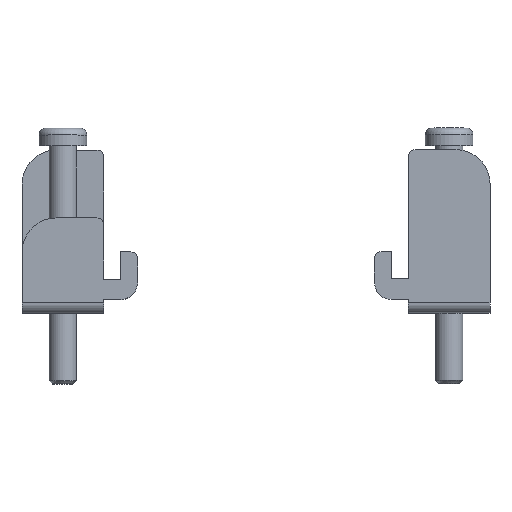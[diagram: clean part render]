
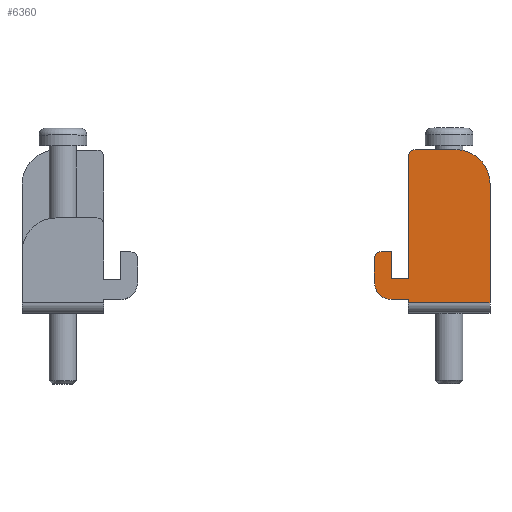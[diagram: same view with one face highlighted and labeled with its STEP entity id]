
A CAD part, top view. The second image highlights one B-rep face of the part: STEP entity #6360.
In plain terms, the highlighted face is planar.
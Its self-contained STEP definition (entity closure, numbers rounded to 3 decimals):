
#700=CARTESIAN_POINT('',(39.5,66.,0.));
#710=VERTEX_POINT('',#700);
#740=CARTESIAN_POINT('',(39.5,67.,0.));
#750=DIRECTION('',(0.,-1.,0.));
#760=VECTOR('',#750,1.);
#770=LINE('',#740,#760);
#780=CARTESIAN_POINT('',(39.5,48.5,0.));
#790=VERTEX_POINT('',#780);
#800=EDGE_CURVE('',#710,#790,#770,.T.);
#2110=CARTESIAN_POINT('',(39.5,0.,17.));
#2120=DIRECTION('',(0.,1.,0.));
#2130=VECTOR('',#2120,1.);
#2140=LINE('',#2110,#2130);
#2150=CARTESIAN_POINT('',(39.5,59.5,17.));
#2160=VERTEX_POINT('',#2150);
#2170=CARTESIAN_POINT('',(39.5,63.,17.));
#2180=VERTEX_POINT('',#2170);
#2190=EDGE_CURVE('',#2160,#2180,#2140,.T.);
#3210=CARTESIAN_POINT('',(39.5,65.5,0.));
#3220=DIRECTION('',(0.,0.,-1.));
#3230=VECTOR('',#3220,1.);
#3240=LINE('',#3210,#3230);
#3250=CARTESIAN_POINT('',(39.5,65.5,14.5));
#3260=VERTEX_POINT('',#3250);
#3270=CARTESIAN_POINT('',(39.5,65.5,12.));
#3280=VERTEX_POINT('',#3270);
#3290=EDGE_CURVE('',#3260,#3280,#3240,.T.);
#3540=CARTESIAN_POINT('',(39.5,63.,14.5));
#3550=DIRECTION('',(1.,0.,0.));
#3560=DIRECTION('',(0.,-1.,0.));
#3570=AXIS2_PLACEMENT_3D('',#3540,#3550,#3560);
#3580=CIRCLE('',#3570,2.5);
#3590=EDGE_CURVE('',#3260,#2180,#3580,.T.);
#3750=CARTESIAN_POINT('',(39.5,58.5,16.));
#3760=VERTEX_POINT('',#3750);
#3790=CARTESIAN_POINT('',(39.5,59.5,16.));
#3800=DIRECTION('',(1.,0.,0.));
#3810=DIRECTION('',(0.,-1.,0.));
#3820=AXIS2_PLACEMENT_3D('',#3790,#3800,#3810);
#3830=CIRCLE('',#3820,1.);
#3840=EDGE_CURVE('',#2160,#3760,#3830,.T.);
#3950=CARTESIAN_POINT('',(39.5,48.5,5.));
#3960=DIRECTION('',(1.,0.,0.));
#3970=DIRECTION('',(0.,-1.,0.));
#3980=AXIS2_PLACEMENT_3D('',#3950,#3960,#3970);
#3990=CIRCLE('',#3980,5.);
#4000=CARTESIAN_POINT('',(39.5,43.5,5.));
#4010=VERTEX_POINT('',#4000);
#4020=EDGE_CURVE('',#4010,#790,#3990,.T.);
#4400=CARTESIAN_POINT('',(39.5,0.,12.));
#4410=DIRECTION('',(0.,1.,0.));
#4420=VECTOR('',#4410,1.);
#4430=LINE('',#4400,#4420);
#4440=CARTESIAN_POINT('',(39.5,66.,12.));
#4450=VERTEX_POINT('',#4440);
#4460=EDGE_CURVE('',#3280,#4450,#4430,.T.);
#5160=CARTESIAN_POINT('',(39.5,44.5,12.));
#5170=VERTEX_POINT('',#5160);
#5200=CARTESIAN_POINT('',(39.5,0.,12.));
#5210=DIRECTION('',(0.,1.,0.));
#5220=VECTOR('',#5210,1.);
#5230=LINE('',#5200,#5220);
#5240=CARTESIAN_POINT('',(39.5,62.5,12.));
#5250=VERTEX_POINT('',#5240);
#5260=EDGE_CURVE('',#5170,#5250,#5230,.T.);
#5780=CARTESIAN_POINT('',(39.5,55.,0.));
#5790=DIRECTION('',(-1.,0.,0.));
#5800=DIRECTION('',(0.,1.,0.));
#5810=AXIS2_PLACEMENT_3D('',#5780,#5790,#5800);
#5820=PLANE('',#5810);
#5830=ORIENTED_EDGE('',*,*,#4460,.T.);
#5840=ORIENTED_EDGE('',*,*,#3290,.T.);
#5850=ORIENTED_EDGE('',*,*,#3590,.F.);
#5860=ORIENTED_EDGE('',*,*,#2190,.T.);
#5870=ORIENTED_EDGE('',*,*,#3840,.F.);
#5880=CARTESIAN_POINT('',(39.5,58.5,0.));
#5890=DIRECTION('',(0.,0.,1.));
#5900=VECTOR('',#5890,1.);
#5910=LINE('',#5880,#5900);
#5920=CARTESIAN_POINT('',(39.5,58.5,14.5));
#5930=VERTEX_POINT('',#5920);
#5940=EDGE_CURVE('',#5930,#3760,#5910,.T.);
#5950=ORIENTED_EDGE('',*,*,#5940,.T.);
#5960=CARTESIAN_POINT('',(39.5,0.,14.5));
#5970=DIRECTION('',(0.,-1.,0.));
#5980=VECTOR('',#5970,1.);
#5990=LINE('',#5960,#5980);
#6000=CARTESIAN_POINT('',(39.5,62.5,14.5));
#6010=VERTEX_POINT('',#6000);
#6020=EDGE_CURVE('',#6010,#5930,#5990,.T.);
#6030=ORIENTED_EDGE('',*,*,#6020,.T.);
#6040=CARTESIAN_POINT('',(39.5,62.5,0.));
#6050=DIRECTION('',(0.,0.,1.));
#6060=VECTOR('',#6050,1.);
#6070=LINE('',#6040,#6060);
#6080=EDGE_CURVE('',#5250,#6010,#6070,.T.);
#6090=ORIENTED_EDGE('',*,*,#6080,.T.);
#6100=ORIENTED_EDGE('',*,*,#5260,.T.);
#6110=CARTESIAN_POINT('',(39.5,44.5,11.));
#6120=DIRECTION('',(-1.,0.,0.));
#6130=DIRECTION('',(0.,1.,0.));
#6140=AXIS2_PLACEMENT_3D('',#6110,#6120,#6130);
#6150=CIRCLE('',#6140,1.);
#6160=CARTESIAN_POINT('',(39.5,43.5,11.));
#6170=VERTEX_POINT('',#6160);
#6180=EDGE_CURVE('',#6170,#5170,#6150,.T.);
#6190=ORIENTED_EDGE('',*,*,#6180,.T.);
#6200=CARTESIAN_POINT('',(39.5,43.5,0.));
#6210=DIRECTION('',(0.,0.,1.));
#6220=VECTOR('',#6210,1.);
#6230=LINE('',#6200,#6220);
#6240=EDGE_CURVE('',#4010,#6170,#6230,.T.);
#6250=ORIENTED_EDGE('',*,*,#6240,.T.);
#6260=ORIENTED_EDGE('',*,*,#4020,.F.);
#6270=ORIENTED_EDGE('',*,*,#800,.T.);
#6280=CARTESIAN_POINT('',(39.5,66.,0.));
#6290=DIRECTION('',(0.,0.,-1.));
#6300=VECTOR('',#6290,1.);
#6310=LINE('',#6280,#6300);
#6320=EDGE_CURVE('',#4450,#710,#6310,.T.);
#6330=ORIENTED_EDGE('',*,*,#6320,.T.);
#6340=EDGE_LOOP('',(#6330,#6270,#6260,#6250,#6190,#6100,#6090,#6030,
#5950,#5870,#5860,#5850,#5840,#5830));
#6350=FACE_OUTER_BOUND('',#6340,.T.);
#6360=ADVANCED_FACE('',(#6350),#5820,.T.);
